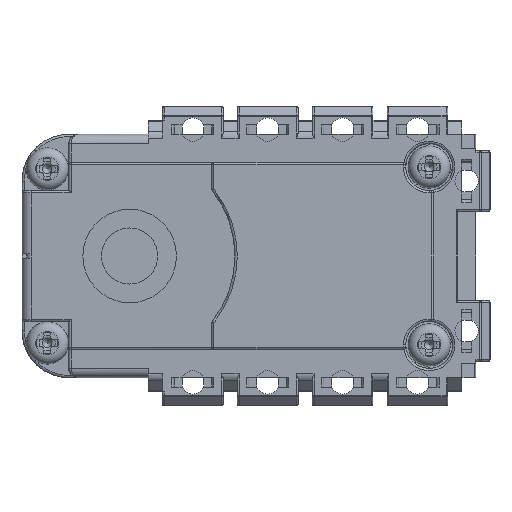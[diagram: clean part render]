
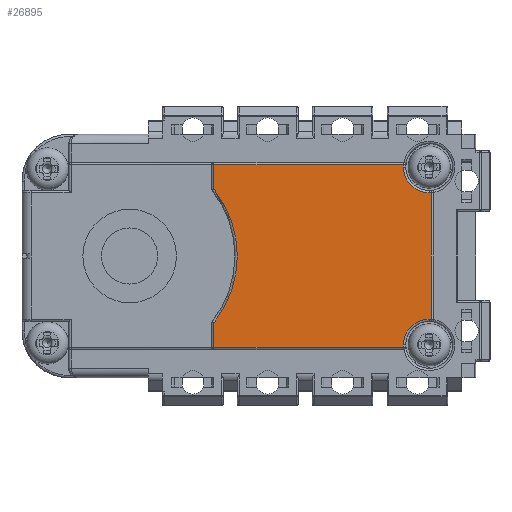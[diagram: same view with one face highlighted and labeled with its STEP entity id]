
A CAD part, front view. The second image highlights one B-rep face of the part: STEP entity #26895.
In plain terms, the highlighted planar face has unit normal (0, -1, 0).
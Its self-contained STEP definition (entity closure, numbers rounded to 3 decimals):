
#680=PLANE('',#28963);
#3490=LINE('',#44252,#6479);
#3491=LINE('',#44256,#6480);
#3492=LINE('',#44258,#6481);
#3493=LINE('',#44260,#6482);
#3494=LINE('',#44264,#6483);
#3495=LINE('',#44266,#6484);
#3496=LINE('',#44268,#6485);
#3497=LINE('',#44272,#6486);
#3498=LINE('',#44273,#6487);
#6479=VECTOR('',#35102,2.591);
#6480=VECTOR('',#35105,2.591);
#6481=VECTOR('',#35106,20.25);
#6482=VECTOR('',#35107,0.25);
#6483=VECTOR('',#35110,0.25);
#6484=VECTOR('',#35111,13.5);
#6485=VECTOR('',#35112,0.25);
#6486=VECTOR('',#35115,0.25);
#6487=VECTOR('',#35116,20.25);
#7922=FACE_OUTER_BOUND('',#9484,.T.);
#9484=EDGE_LOOP('',(#22111,#22112,#22113,#22114,#22115,#22116,#22117,#22118,
#22119,#22120,#22121,#22122));
#10837=CIRCLE('',#28964,11.5);
#10838=CIRCLE('',#28965,2.75);
#10839=CIRCLE('',#28966,2.75);
#13499=VERTEX_POINT('',#44250);
#13500=VERTEX_POINT('',#44251);
#13501=VERTEX_POINT('',#44253);
#13502=VERTEX_POINT('',#44255);
#13503=VERTEX_POINT('',#44257);
#13504=VERTEX_POINT('',#44259);
#13505=VERTEX_POINT('',#44261);
#13506=VERTEX_POINT('',#44263);
#13507=VERTEX_POINT('',#44265);
#13508=VERTEX_POINT('',#44267);
#13509=VERTEX_POINT('',#44269);
#13510=VERTEX_POINT('',#44271);
#16780=EDGE_CURVE('',#13499,#13500,#3490,.T.);
#16781=EDGE_CURVE('',#13500,#13501,#10837,.T.);
#16782=EDGE_CURVE('',#13501,#13502,#3491,.T.);
#16783=EDGE_CURVE('',#13502,#13503,#3492,.T.);
#16784=EDGE_CURVE('',#13503,#13504,#3493,.T.);
#16785=EDGE_CURVE('',#13504,#13505,#10838,.T.);
#16786=EDGE_CURVE('',#13505,#13506,#3494,.T.);
#16787=EDGE_CURVE('',#13506,#13507,#3495,.T.);
#16788=EDGE_CURVE('',#13507,#13508,#3496,.T.);
#16789=EDGE_CURVE('',#13508,#13509,#10839,.T.);
#16790=EDGE_CURVE('',#13509,#13510,#3497,.T.);
#16791=EDGE_CURVE('',#13510,#13499,#3498,.T.);
#22111=ORIENTED_EDGE('',*,*,#16780,.T.);
#22112=ORIENTED_EDGE('',*,*,#16781,.T.);
#22113=ORIENTED_EDGE('',*,*,#16782,.T.);
#22114=ORIENTED_EDGE('',*,*,#16783,.T.);
#22115=ORIENTED_EDGE('',*,*,#16784,.T.);
#22116=ORIENTED_EDGE('',*,*,#16785,.T.);
#22117=ORIENTED_EDGE('',*,*,#16786,.T.);
#22118=ORIENTED_EDGE('',*,*,#16787,.T.);
#22119=ORIENTED_EDGE('',*,*,#16788,.T.);
#22120=ORIENTED_EDGE('',*,*,#16789,.T.);
#22121=ORIENTED_EDGE('',*,*,#16790,.T.);
#22122=ORIENTED_EDGE('',*,*,#16791,.T.);
#26895=ADVANCED_FACE('',(#7922),#680,.T.);
#28963=AXIS2_PLACEMENT_3D('',#44249,#35100,#35101);
#28964=AXIS2_PLACEMENT_3D('',#44254,#35103,#35104);
#28965=AXIS2_PLACEMENT_3D('',#44262,#35108,#35109);
#28966=AXIS2_PLACEMENT_3D('',#44270,#35113,#35114);
#35100=DIRECTION('center_axis',(0.,-1.,0.));
#35101=DIRECTION('ref_axis',(0.,0.,-1.));
#35102=DIRECTION('',(0.,0.,-1.));
#35103=DIRECTION('center_axis',(0.,1.,0.));
#35104=DIRECTION('ref_axis',(0.,0.,-1.));
#35105=DIRECTION('',(0.,0.,-1.));
#35106=DIRECTION('',(1.,0.,0.));
#35107=DIRECTION('',(0.,0.,1.));
#35108=DIRECTION('center_axis',(0.,1.,0.));
#35109=DIRECTION('ref_axis',(0.,0.,-1.));
#35110=DIRECTION('',(1.,0.,0.));
#35111=DIRECTION('',(0.,0.,1.));
#35112=DIRECTION('',(-1.,0.,0.));
#35113=DIRECTION('center_axis',(0.,1.,0.));
#35114=DIRECTION('ref_axis',(0.,0.,-1.));
#35115=DIRECTION('',(0.,0.,1.));
#35116=DIRECTION('',(-1.,0.,0.));
#44249=CARTESIAN_POINT('Origin',(-12.,-19.,0.));
#44250=CARTESIAN_POINT('',(-3.,-19.,9.75));
#44251=CARTESIAN_POINT('',(-3.,-19.,7.159));
#44252=CARTESIAN_POINT('',(-3.,-19.,9.75));
#44253=CARTESIAN_POINT('',(-3.,-19.,-7.159));
#44254=CARTESIAN_POINT('Origin',(-12.,-19.,0.));
#44255=CARTESIAN_POINT('',(-3.,-19.,-9.75));
#44256=CARTESIAN_POINT('',(-3.,-19.,-7.159));
#44257=CARTESIAN_POINT('',(17.25,-19.,-9.75));
#44258=CARTESIAN_POINT('',(-3.,-19.,-9.75));
#44259=CARTESIAN_POINT('',(17.25,-19.,-9.5));
#44260=CARTESIAN_POINT('',(17.25,-19.,-9.75));
#44261=CARTESIAN_POINT('',(20.,-19.,-6.75));
#44262=CARTESIAN_POINT('Origin',(20.,-19.,-9.5));
#44263=CARTESIAN_POINT('',(20.25,-19.,-6.75));
#44264=CARTESIAN_POINT('',(20.,-19.,-6.75));
#44265=CARTESIAN_POINT('',(20.25,-19.,6.75));
#44266=CARTESIAN_POINT('',(20.25,-19.,-6.75));
#44267=CARTESIAN_POINT('',(20.,-19.,6.75));
#44268=CARTESIAN_POINT('',(20.25,-19.,6.75));
#44269=CARTESIAN_POINT('',(17.25,-19.,9.5));
#44270=CARTESIAN_POINT('Origin',(20.,-19.,9.5));
#44271=CARTESIAN_POINT('',(17.25,-19.,9.75));
#44272=CARTESIAN_POINT('',(17.25,-19.,9.5));
#44273=CARTESIAN_POINT('',(17.25,-19.,9.75));
